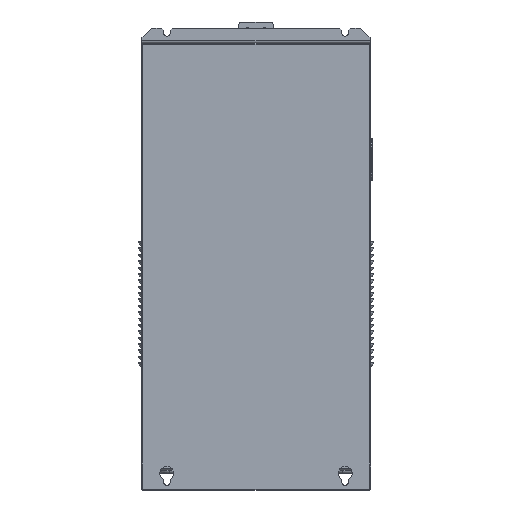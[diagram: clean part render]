
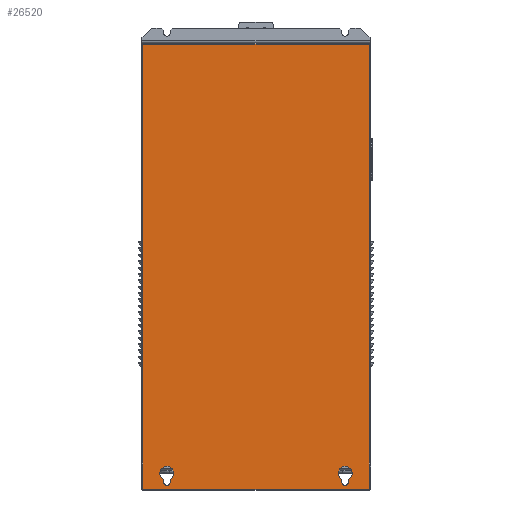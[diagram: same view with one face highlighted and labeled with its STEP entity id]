
A CAD part, front view. The second image highlights one B-rep face of the part: STEP entity #26520.
In plain terms, the highlighted planar face has unit normal (0, -1, 0).
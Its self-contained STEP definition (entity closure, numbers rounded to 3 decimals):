
#602 = CARTESIAN_POINT ( 'NONE',  ( 140., -1.5, -338.5 ) ) ;
#661 = DIRECTION ( 'NONE',  ( 0., 0., -1. ) ) ;
#2286 = AXIS2_PLACEMENT_3D ( 'NONE', #133637, #155275, #191162 ) ;
#4538 = VERTEX_POINT ( 'NONE', #28608 ) ;
#7198 = VECTOR ( 'NONE', #661, 1000. ) ;
#7822 = LINE ( 'NONE', #46135, #131422 ) ;
#8383 = EDGE_CURVE ( 'NONE', #4538, #222580, #51938, .T. ) ;
#10389 = DIRECTION ( 'NONE',  ( 0., 0., 1. ) ) ;
#14862 = DIRECTION ( 'NONE',  ( 0., 0., -1. ) ) ;
#16543 = CIRCLE ( 'NONE', #240896, 11. ) ;
#22889 = ORIENTED_EDGE ( 'NONE', *, *, #229734, .F. ) ;
#26312 = ORIENTED_EDGE ( 'NONE', *, *, #243483, .F. ) ;
#26520 = ADVANCED_FACE ( 'NONE', ( #138658, #156539, #137398 ), #194939, .F. ) ;
#28608 = CARTESIAN_POINT ( 'NONE',  ( -145.5, -1.5, -335.026 ) ) ;
#29998 = VERTEX_POINT ( 'NONE', #240726 ) ;
#30394 = EDGE_CURVE ( 'NONE', #154535, #114974, #7822, .T. ) ;
#33021 = VERTEX_POINT ( 'NONE', #236359 ) ;
#38891 = EDGE_LOOP ( 'NONE', ( #47529, #228163, #148243, #105803 ) ) ;
#46135 = CARTESIAN_POINT ( 'NONE',  ( 145.5, -1.5, -338.5 ) ) ;
#47529 = ORIENTED_EDGE ( 'NONE', *, *, #140673, .T. ) ;
#48718 = LINE ( 'NONE', #126716, #109592 ) ;
#51938 = LINE ( 'NONE', #247456, #233565 ) ;
#57995 = ORIENTED_EDGE ( 'NONE', *, *, #8383, .F. ) ;
#61450 = CARTESIAN_POINT ( 'NONE',  ( -178., -1.5, 348.3 ) ) ;
#62727 = DIRECTION ( 'NONE',  ( 1., 0., 0. ) ) ;
#63210 = ORIENTED_EDGE ( 'NONE', *, *, #78457, .T. ) ;
#63313 = CIRCLE ( 'NONE', #2286, 5.5 ) ;
#63664 = DIRECTION ( 'NONE',  ( 0., 0., -1. ) ) ;
#65825 = DIRECTION ( 'NONE',  ( 0., 1., 0. ) ) ;
#69596 = CARTESIAN_POINT ( 'NONE',  ( 178., -1.5, -350. ) ) ;
#70551 = VERTEX_POINT ( 'NONE', #79956 ) ;
#74726 = EDGE_CURVE ( 'NONE', #29998, #70551, #48718, .T. ) ;
#78388 = CARTESIAN_POINT ( 'NONE',  ( 178., -1.5, 348.3 ) ) ;
#78457 = EDGE_CURVE ( 'NONE', #214516, #167790, #205418, .T. ) ;
#79956 = CARTESIAN_POINT ( 'NONE',  ( -134.5, -1.5, -335.026 ) ) ;
#80070 = EDGE_CURVE ( 'NONE', #240233, #114974, #91766, .T. ) ;
#82333 = DIRECTION ( 'NONE',  ( 1., 0., 0. ) ) ;
#85384 = LINE ( 'NONE', #218343, #209322 ) ;
#89313 = DIRECTION ( 'NONE',  ( 0., 0., 1. ) ) ;
#91389 = ORIENTED_EDGE ( 'NONE', *, *, #120580, .T. ) ;
#91766 = CIRCLE ( 'NONE', #218195, 11. ) ;
#101046 = AXIS2_PLACEMENT_3D ( 'NONE', #602, #215232, #231918 ) ;
#101145 = LINE ( 'NONE', #179074, #137890 ) ;
#103458 = LINE ( 'NONE', #181396, #184569 ) ;
#105495 = CARTESIAN_POINT ( 'NONE',  ( -140., -1.5, -325.5 ) ) ;
#105803 = ORIENTED_EDGE ( 'NONE', *, *, #30394, .F. ) ;
#109592 = VECTOR ( 'NONE', #10389, 1000. ) ;
#112069 = CARTESIAN_POINT ( 'NONE',  ( -178., -1.5, -350. ) ) ;
#114974 = VERTEX_POINT ( 'NONE', #213444 ) ;
#115390 = EDGE_CURVE ( 'NONE', #214516, #212467, #103458, .T. ) ;
#120580 = EDGE_CURVE ( 'NONE', #29998, #222580, #63313, .T. ) ;
#126716 = CARTESIAN_POINT ( 'NONE',  ( -134.5, -1.5, -338.5 ) ) ;
#131422 = VECTOR ( 'NONE', #180370, 1000. ) ;
#132265 = DIRECTION ( 'NONE',  ( 0., 1., 0. ) ) ;
#133637 = CARTESIAN_POINT ( 'NONE',  ( -140., -1.5, -338.5 ) ) ;
#137398 = FACE_OUTER_BOUND ( 'NONE', #208289, .T. ) ;
#137890 = VECTOR ( 'NONE', #62727, 1000. ) ;
#138658 = FACE_BOUND ( 'NONE', #38891, .T. ) ;
#140673 = EDGE_CURVE ( 'NONE', #154535, #33021, #231643, .T. ) ;
#143813 = DIRECTION ( 'NONE',  ( -0.5, 0., -0.866 ) ) ;
#145418 = EDGE_CURVE ( 'NONE', #4538, #70551, #16543, .T. ) ;
#148243 = ORIENTED_EDGE ( 'NONE', *, *, #80070, .T. ) ;
#154535 = VERTEX_POINT ( 'NONE', #209161 ) ;
#155275 = DIRECTION ( 'NONE',  ( 0., 1., 0. ) ) ;
#156539 = FACE_BOUND ( 'NONE', #219230, .T. ) ;
#167790 = VERTEX_POINT ( 'NONE', #69596 ) ;
#174445 = CARTESIAN_POINT ( 'NONE',  ( 134.5, -1.5, -335.026 ) ) ;
#174474 = DIRECTION ( 'NONE',  ( 0., 1., 0. ) ) ;
#174824 = ORIENTED_EDGE ( 'NONE', *, *, #145418, .T. ) ;
#179074 = CARTESIAN_POINT ( 'NONE',  ( -178., -1.5, 348.3 ) ) ;
#179483 = CARTESIAN_POINT ( 'NONE',  ( 0., -1.5, 0. ) ) ;
#180370 = DIRECTION ( 'NONE',  ( 0., 0., 1. ) ) ;
#181396 = CARTESIAN_POINT ( 'NONE',  ( -178., -1.5, -350. ) ) ;
#183370 = ORIENTED_EDGE ( 'NONE', *, *, #115390, .F. ) ;
#184569 = VECTOR ( 'NONE', #89313, 1000. ) ;
#186247 = DIRECTION ( 'NONE',  ( 1., 0., 0. ) ) ;
#191162 = DIRECTION ( 'NONE',  ( 1., 0., 0. ) ) ;
#194939 = PLANE ( 'NONE',  #239986 ) ;
#205418 = LINE ( 'NONE', #112069, #237402 ) ;
#207212 = EDGE_CURVE ( 'NONE', #240233, #33021, #214017, .T. ) ;
#208289 = EDGE_LOOP ( 'NONE', ( #26312, #183370, #63210, #22889 ) ) ;
#209161 = CARTESIAN_POINT ( 'NONE',  ( 145.5, -1.5, -338.5 ) ) ;
#209322 = VECTOR ( 'NONE', #63664, 1000. ) ;
#210682 = VERTEX_POINT ( 'NONE', #78388 ) ;
#211660 = CARTESIAN_POINT ( 'NONE',  ( 134.5, -1.5, -335.026 ) ) ;
#212467 = VERTEX_POINT ( 'NONE', #61450 ) ;
#213444 = CARTESIAN_POINT ( 'NONE',  ( 145.5, -1.5, -335.026 ) ) ;
#214017 = LINE ( 'NONE', #174445, #7198 ) ;
#214516 = VERTEX_POINT ( 'NONE', #228260 ) ;
#215232 = DIRECTION ( 'NONE',  ( 0., 1., 0. ) ) ;
#218195 = AXIS2_PLACEMENT_3D ( 'NONE', #243482, #132265, #229348 ) ;
#218343 = CARTESIAN_POINT ( 'NONE',  ( 178., -1.5, 348.3 ) ) ;
#219230 = EDGE_LOOP ( 'NONE', ( #57995, #174824, #248398, #91389 ) ) ;
#222580 = VERTEX_POINT ( 'NONE', #242531 ) ;
#228163 = ORIENTED_EDGE ( 'NONE', *, *, #207212, .F. ) ;
#228260 = CARTESIAN_POINT ( 'NONE',  ( -178., -1.5, -350. ) ) ;
#229348 = DIRECTION ( 'NONE',  ( -0.5, 0., -0.866 ) ) ;
#229734 = EDGE_CURVE ( 'NONE', #210682, #167790, #85384, .T. ) ;
#231643 = CIRCLE ( 'NONE', #101046, 5.5 ) ;
#231918 = DIRECTION ( 'NONE',  ( 1., 0., 0. ) ) ;
#233565 = VECTOR ( 'NONE', #14862, 1000. ) ;
#236359 = CARTESIAN_POINT ( 'NONE',  ( 134.5, -1.5, -338.5 ) ) ;
#237402 = VECTOR ( 'NONE', #186247, 1000. ) ;
#239986 = AXIS2_PLACEMENT_3D ( 'NONE', #179483, #174474, #82333 ) ;
#240233 = VERTEX_POINT ( 'NONE', #211660 ) ;
#240726 = CARTESIAN_POINT ( 'NONE',  ( -134.5, -1.5, -338.5 ) ) ;
#240896 = AXIS2_PLACEMENT_3D ( 'NONE', #105495, #65825, #143813 ) ;
#242531 = CARTESIAN_POINT ( 'NONE',  ( -145.5, -1.5, -338.5 ) ) ;
#243482 = CARTESIAN_POINT ( 'NONE',  ( 140., -1.5, -325.5 ) ) ;
#243483 = EDGE_CURVE ( 'NONE', #212467, #210682, #101145, .T. ) ;
#247456 = CARTESIAN_POINT ( 'NONE',  ( -145.5, -1.5, -335.026 ) ) ;
#248398 = ORIENTED_EDGE ( 'NONE', *, *, #74726, .F. ) ;
